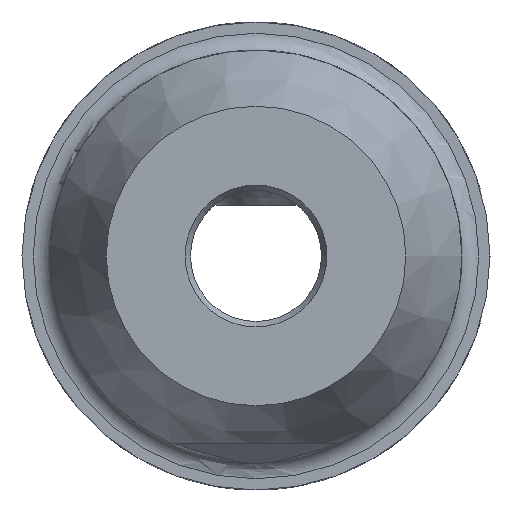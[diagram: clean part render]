
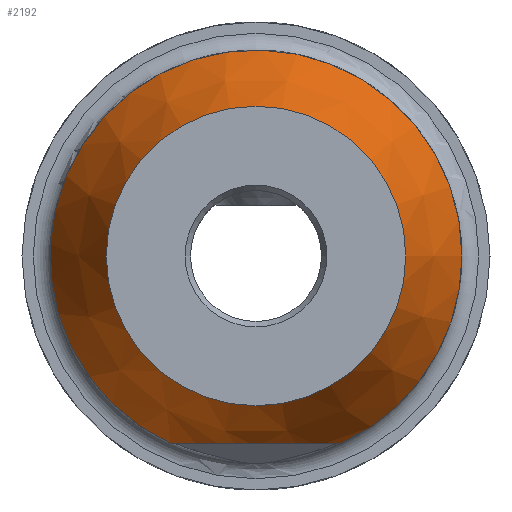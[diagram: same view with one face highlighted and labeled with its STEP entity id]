
A CAD part, left-side view. The second image highlights one B-rep face of the part: STEP entity #2192.
In plain terms, the highlighted conical face has half-angle 25 degrees and reference radius 19 mm.
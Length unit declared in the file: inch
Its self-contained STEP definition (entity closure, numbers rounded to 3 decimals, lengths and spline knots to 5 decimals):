
#99=(
BOUNDED_CURVE()
B_SPLINE_CURVE(2,(#3254,#3255,#3256),.UNSPECIFIED.,.F.,.F.)
B_SPLINE_CURVE_WITH_KNOTS((3,3),(0.,2.02381),.UNSPECIFIED.)
CURVE()
GEOMETRIC_REPRESENTATION_ITEM()
RATIONAL_B_SPLINE_CURVE((1.,1.1,1.))
REPRESENTATION_ITEM('')
);
#357=FACE_OUTER_BOUND('',#483,.T.);
#483=EDGE_LOOP('',(#1856,#1857,#1858,#1859,#1860,#1861,#1862));
#579=LINE('',#4997,#662);
#662=VECTOR('',#2934,0.74803);
#696=CIRCLE('',#2280,0.62992);
#697=CIRCLE('',#2281,0.62992);
#770=CIRCLE('',#2425,0.86614);
#771=CIRCLE('',#2426,0.86614);
#825=VERTEX_POINT('',#3250);
#827=VERTEX_POINT('',#3253);
#838=VERTEX_POINT('',#3323);
#839=VERTEX_POINT('',#3324);
#990=VERTEX_POINT('',#4995);
#1059=EDGE_CURVE('',#827,#825,#99,.T.);
#1076=EDGE_CURVE('',#838,#839,#696,.T.);
#1077=EDGE_CURVE('',#839,#838,#697,.T.);
#1302=EDGE_CURVE('',#990,#825,#770,.T.);
#1303=EDGE_CURVE('',#990,#839,#579,.T.);
#1304=EDGE_CURVE('',#827,#990,#771,.T.);
#1856=ORIENTED_EDGE('',*,*,#1059,.T.);
#1857=ORIENTED_EDGE('',*,*,#1302,.F.);
#1858=ORIENTED_EDGE('',*,*,#1303,.T.);
#1859=ORIENTED_EDGE('',*,*,#1077,.T.);
#1860=ORIENTED_EDGE('',*,*,#1076,.T.);
#1861=ORIENTED_EDGE('',*,*,#1303,.F.);
#1862=ORIENTED_EDGE('',*,*,#1304,.F.);
#1965=CONICAL_SURFACE('',#2424,0.74803,0.436);
#2192=ADVANCED_FACE('',(#357),#1965,.T.);
#2280=AXIS2_PLACEMENT_3D('',#3325,#2590,#2591);
#2281=AXIS2_PLACEMENT_3D('',#3326,#2592,#2593);
#2424=AXIS2_PLACEMENT_3D('',#4994,#2930,#2931);
#2425=AXIS2_PLACEMENT_3D('',#4996,#2932,#2933);
#2426=AXIS2_PLACEMENT_3D('',#4998,#2935,#2936);
#2590=DIRECTION('center_axis',(1.,0.,0.));
#2591=DIRECTION('ref_axis',(0.,1.,0.));
#2592=DIRECTION('center_axis',(1.,0.,0.));
#2593=DIRECTION('ref_axis',(0.,1.,0.));
#2930=DIRECTION('center_axis',(1.,0.,0.));
#2931=DIRECTION('ref_axis',(0.,1.,0.));
#2932=DIRECTION('center_axis',(1.,0.,0.));
#2933=DIRECTION('ref_axis',(0.,1.,0.));
#2934=DIRECTION('',(-0.906,0.423,0.));
#2935=DIRECTION('center_axis',(1.,0.,0.));
#2936=DIRECTION('ref_axis',(0.,1.,0.));
#3250=CARTESIAN_POINT('',(-1.73978,-0.3077,-0.82125));
#3253=CARTESIAN_POINT('',(-1.73978,0.41396,-0.82125));
#3254=CARTESIAN_POINT('Ctrl Pts',(-1.73978,0.41396,-0.82125));
#3255=CARTESIAN_POINT('Ctrl Pts',(-2.06215,0.05313,
-0.82125));
#3256=CARTESIAN_POINT('Ctrl Pts',(-1.73978,-0.3077,
-0.82125));
#3323=CARTESIAN_POINT('',(-2.24636,0.68305,-0.03385));
#3324=CARTESIAN_POINT('',(-2.24636,-0.57679,-0.03385));
#3325=CARTESIAN_POINT('Origin',(-2.24636,0.05313,-0.03385));
#3326=CARTESIAN_POINT('Origin',(-2.24636,0.05313,-0.03385));
#4994=CARTESIAN_POINT('Origin',(-1.99307,0.05313,-0.03385));
#4995=CARTESIAN_POINT('',(-1.73978,-0.81301,-0.03385));
#4996=CARTESIAN_POINT('Origin',(-1.73978,0.05313,-0.03385));
#4997=CARTESIAN_POINT('',(-1.99307,-0.6949,-0.03385));
#4998=CARTESIAN_POINT('Origin',(-1.73978,0.05313,-0.03385));
